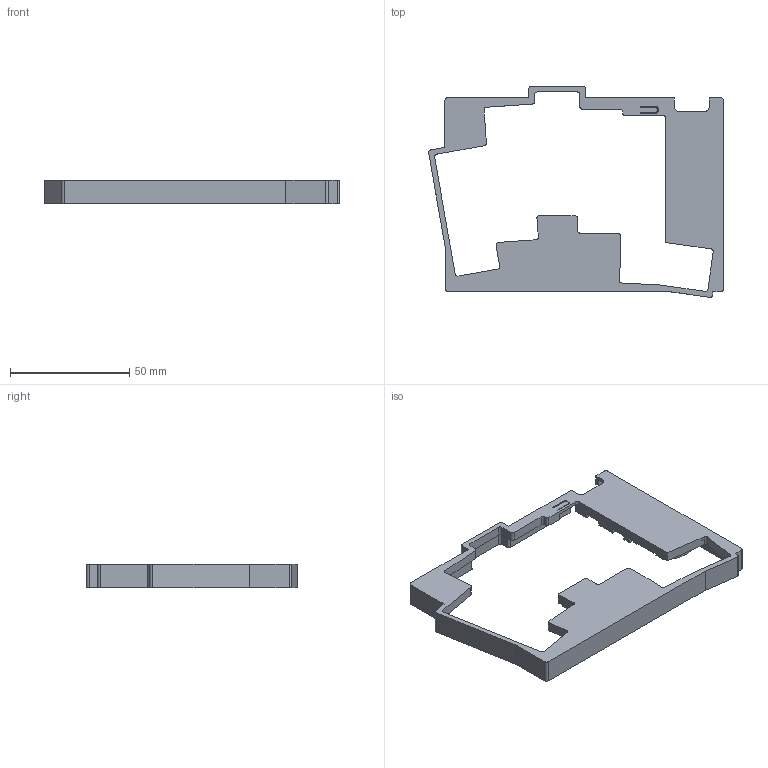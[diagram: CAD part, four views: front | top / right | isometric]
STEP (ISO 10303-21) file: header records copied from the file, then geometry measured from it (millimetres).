
FILE_DESCRIPTION(/* description */ (''),/* implementation_level */ '2;1');
FILE_NAME(/* name */ 'L_TOP.step',/* time_stamp */ '2025-10-09T23:16:13+09:00',/* author */ (''),/* organization */ (''),/* preprocessor_version */ 'ST-DEVELOPER v20.1',/* originating_system */ 'Autodesk Translation Framework v14.17.0.0',/* authorisation */ '');
FILE_SCHEMA (('AUTOMOTIVE_DESIGN { 1 0 10303 214 3 1 1 }'));
Length unit declared in the file: millimetre
Products named in the file (1): L_TOP
Bounding box: 123.88 x 88.51 x 9.9 mm (x, y, z)
Volume: 14167 mm3; surface area: 17209.3 mm2
Topology: 1 solids, 1 shells, 228 faces, 662 edges, 440 vertices
Faces by surface type: plane 158, cylinder 68, cone 2
Entity records: 7533 total; most frequent: CARTESIAN_POINT 1341, ORIENTED_EDGE 1324, DIRECTION 1254, EDGE_CURVE 662, LINE 520, VECTOR 520, VERTEX_POINT 440, AXIS2_PLACEMENT_3D 367
